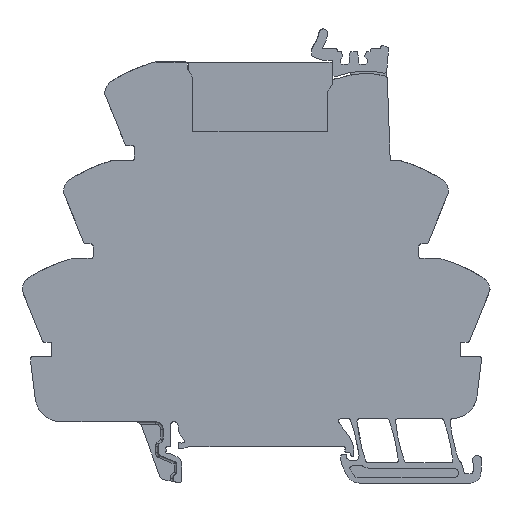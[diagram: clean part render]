
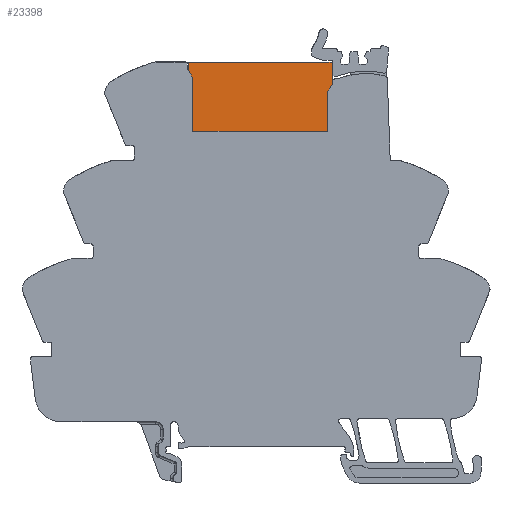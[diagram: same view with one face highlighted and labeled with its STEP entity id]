
A CAD part, left-side view. The second image highlights one B-rep face of the part: STEP entity #23398.
In plain terms, the highlighted planar face has unit normal (-1, 0, 0).
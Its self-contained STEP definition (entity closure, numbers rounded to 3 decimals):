
#23371=AXIS2_PLACEMENT_3D('Plane Axis2P3D',#23368,#23369,#23370) ;
#23333=CARTESIAN_POINT('Line Origine',(0.6,30.555,74.409)) ;
#23337=CARTESIAN_POINT('Vertex',(0.6,30.555,81.4)) ;
#23339=CARTESIAN_POINT('Vertex',(0.6,30.555,67.417)) ;
#23368=CARTESIAN_POINT('Axis2P3D Location',(0.6,0.002,0.)) ;
#23373=CARTESIAN_POINT('Line Origine',(0.6,44.455,81.4)) ;
#23377=CARTESIAN_POINT('Vertex',(0.6,58.355,81.4)) ;
#23380=CARTESIAN_POINT('Line Origine',(0.6,58.355,74.409)) ;
#23384=CARTESIAN_POINT('Vertex',(0.6,58.355,67.417)) ;
#23387=CARTESIAN_POINT('Line Origine',(0.6,44.455,67.417)) ;
#23334=DIRECTION('Vector Direction',(0.,0.,-1.)) ;
#23369=DIRECTION('Axis2P3D Direction',(1.,0.,0.)) ;
#23370=DIRECTION('Axis2P3D XDirection',(0.,1.,0.)) ;
#23374=DIRECTION('Vector Direction',(0.,1.,0.)) ;
#23381=DIRECTION('Vector Direction',(0.,0.,1.)) ;
#23388=DIRECTION('Vector Direction',(0.,-1.,0.)) ;
#23335=VECTOR('Line Direction',#23334,1.) ;
#23375=VECTOR('Line Direction',#23374,1.) ;
#23382=VECTOR('Line Direction',#23381,1.) ;
#23389=VECTOR('Line Direction',#23388,1.) ;
#23393=ORIENTED_EDGE('',*,*,#23379,.F.) ;
#23394=ORIENTED_EDGE('',*,*,#23386,.F.) ;
#23395=ORIENTED_EDGE('',*,*,#23391,.F.) ;
#23396=ORIENTED_EDGE('',*,*,#23341,.F.) ;
#23398=ADVANCED_FACE('RSS-RELAIS',(#23397),#23372,.F.) ;
#23341=EDGE_CURVE('',#23338,#23340,#23336,.T.) ;
#23379=EDGE_CURVE('',#23378,#23338,#23376,.F.) ;
#23386=EDGE_CURVE('',#23385,#23378,#23383,.T.) ;
#23391=EDGE_CURVE('',#23340,#23385,#23390,.F.) ;
#23392=EDGE_LOOP('',(#23393,#23394,#23395,#23396)) ;
#23397=FACE_OUTER_BOUND('',#23392,.T.) ;
#23336=LINE('Line',#23333,#23335) ;
#23376=LINE('Line',#23373,#23375) ;
#23383=LINE('Line',#23380,#23382) ;
#23390=LINE('Line',#23387,#23389) ;
#23372=PLANE('',#23371) ;
#23338=VERTEX_POINT('',#23337) ;
#23340=VERTEX_POINT('',#23339) ;
#23378=VERTEX_POINT('',#23377) ;
#23385=VERTEX_POINT('',#23384) ;
